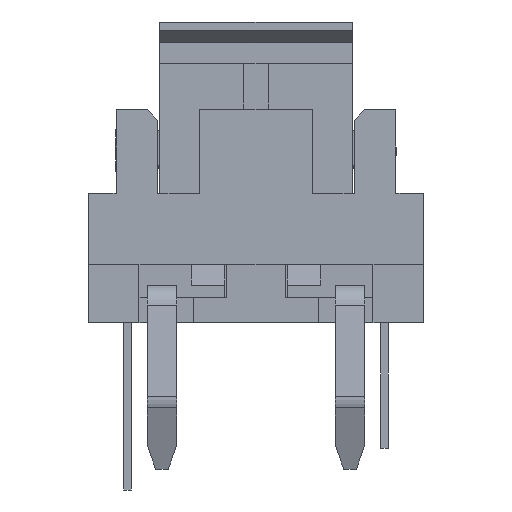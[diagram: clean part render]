
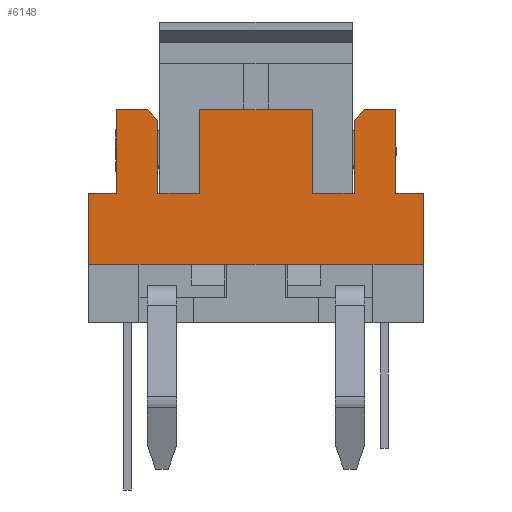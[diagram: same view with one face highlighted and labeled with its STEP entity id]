
A CAD part, left-side view. The second image highlights one B-rep face of the part: STEP entity #6148.
In plain terms, the highlighted planar face has unit normal (-1, 0, 0).
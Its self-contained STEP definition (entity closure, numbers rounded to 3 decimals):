
#194=PLANE('',#6498);
#663=LINE('',#8967,#1499);
#769=LINE('',#9188,#1605);
#802=LINE('',#9256,#1638);
#806=LINE('',#9263,#1642);
#809=LINE('',#9269,#1645);
#841=LINE('',#9333,#1677);
#843=LINE('',#9337,#1679);
#844=LINE('',#9338,#1680);
#845=LINE('',#9340,#1681);
#846=LINE('',#9341,#1682);
#847=LINE('',#9343,#1683);
#848=LINE('',#9345,#1684);
#849=LINE('',#9347,#1685);
#850=LINE('',#9349,#1686);
#851=LINE('',#9351,#1687);
#852=LINE('',#9353,#1688);
#853=LINE('',#9355,#1689);
#854=LINE('',#9356,#1690);
#855=LINE('',#9358,#1691);
#856=LINE('',#9359,#1692);
#1499=VECTOR('',#7263,10.);
#1605=VECTOR('',#7453,10.);
#1638=VECTOR('',#7502,10.);
#1642=VECTOR('',#7508,10.);
#1645=VECTOR('',#7513,10.);
#1677=VECTOR('',#7559,10.);
#1679=VECTOR('',#7563,10.);
#1680=VECTOR('',#7564,10.);
#1681=VECTOR('',#7565,10.);
#1682=VECTOR('',#7566,10.);
#1683=VECTOR('',#7567,10.);
#1684=VECTOR('',#7568,10.);
#1685=VECTOR('',#7569,10.);
#1686=VECTOR('',#7570,10.);
#1687=VECTOR('',#7571,10.);
#1688=VECTOR('',#7572,10.);
#1689=VECTOR('',#7573,10.);
#1690=VECTOR('',#7574,10.);
#1691=VECTOR('',#7575,10.);
#1692=VECTOR('',#7576,10.);
#2187=FACE_OUTER_BOUND('',#2511,.T.);
#2511=EDGE_LOOP('',(#5089,#5090,#5091,#5092,#5093,#5094,#5095,#5096,#5097,
#5098,#5099,#5100,#5101,#5102,#5103,#5104,#5105,#5106,#5107,#5108));
#2964=VERTEX_POINT('',#8940);
#2977=VERTEX_POINT('',#8965);
#3049=VERTEX_POINT('',#9185);
#3050=VERTEX_POINT('',#9187);
#3076=VERTEX_POINT('',#9253);
#3077=VERTEX_POINT('',#9255);
#3079=VERTEX_POINT('',#9261);
#3081=VERTEX_POINT('',#9267);
#3105=VERTEX_POINT('',#9330);
#3106=VERTEX_POINT('',#9332);
#3107=VERTEX_POINT('',#9336);
#3108=VERTEX_POINT('',#9339);
#3109=VERTEX_POINT('',#9342);
#3110=VERTEX_POINT('',#9344);
#3111=VERTEX_POINT('',#9346);
#3112=VERTEX_POINT('',#9348);
#3113=VERTEX_POINT('',#9350);
#3114=VERTEX_POINT('',#9352);
#3115=VERTEX_POINT('',#9354);
#3116=VERTEX_POINT('',#9357);
#3656=EDGE_CURVE('',#2977,#2964,#663,.T.);
#3765=EDGE_CURVE('',#3050,#3049,#769,.T.);
#3798=EDGE_CURVE('',#3077,#3076,#802,.T.);
#3802=EDGE_CURVE('',#3079,#3076,#806,.T.);
#3805=EDGE_CURVE('',#3079,#3081,#809,.T.);
#3837=EDGE_CURVE('',#3105,#3106,#841,.T.);
#3839=EDGE_CURVE('',#3107,#3105,#843,.T.);
#3840=EDGE_CURVE('',#3107,#3050,#844,.T.);
#3841=EDGE_CURVE('',#3108,#3049,#845,.T.);
#3842=EDGE_CURVE('',#3108,#2964,#846,.T.);
#3843=EDGE_CURVE('',#2977,#3109,#847,.T.);
#3844=EDGE_CURVE('',#3109,#3110,#848,.T.);
#3845=EDGE_CURVE('',#3110,#3111,#849,.T.);
#3846=EDGE_CURVE('',#3111,#3112,#850,.T.);
#3847=EDGE_CURVE('',#3113,#3112,#851,.T.);
#3848=EDGE_CURVE('',#3114,#3113,#852,.T.);
#3849=EDGE_CURVE('',#3114,#3115,#853,.T.);
#3850=EDGE_CURVE('',#3115,#3077,#854,.T.);
#3851=EDGE_CURVE('',#3081,#3116,#855,.T.);
#3852=EDGE_CURVE('',#3116,#3106,#856,.T.);
#5089=ORIENTED_EDGE('',*,*,#3837,.F.);
#5090=ORIENTED_EDGE('',*,*,#3839,.F.);
#5091=ORIENTED_EDGE('',*,*,#3840,.T.);
#5092=ORIENTED_EDGE('',*,*,#3765,.T.);
#5093=ORIENTED_EDGE('',*,*,#3841,.F.);
#5094=ORIENTED_EDGE('',*,*,#3842,.T.);
#5095=ORIENTED_EDGE('',*,*,#3656,.F.);
#5096=ORIENTED_EDGE('',*,*,#3843,.T.);
#5097=ORIENTED_EDGE('',*,*,#3844,.T.);
#5098=ORIENTED_EDGE('',*,*,#3845,.T.);
#5099=ORIENTED_EDGE('',*,*,#3846,.T.);
#5100=ORIENTED_EDGE('',*,*,#3847,.F.);
#5101=ORIENTED_EDGE('',*,*,#3848,.F.);
#5102=ORIENTED_EDGE('',*,*,#3849,.T.);
#5103=ORIENTED_EDGE('',*,*,#3850,.T.);
#5104=ORIENTED_EDGE('',*,*,#3798,.T.);
#5105=ORIENTED_EDGE('',*,*,#3802,.F.);
#5106=ORIENTED_EDGE('',*,*,#3805,.T.);
#5107=ORIENTED_EDGE('',*,*,#3851,.T.);
#5108=ORIENTED_EDGE('',*,*,#3852,.T.);
#6148=ADVANCED_FACE('',(#2187),#194,.T.);
#6498=AXIS2_PLACEMENT_3D('',#9335,#7561,#7562);
#7263=DIRECTION('',(0.,1.,0.));
#7453=DIRECTION('',(0.,1.,0.));
#7502=DIRECTION('',(0.,0.,1.));
#7508=DIRECTION('',(0.,-1.,0.));
#7513=DIRECTION('',(0.,0.,-1.));
#7559=DIRECTION('',(0.,-0.707,-0.707));
#7561=DIRECTION('center_axis',(-1.,0.,0.));
#7562=DIRECTION('ref_axis',(0.,-1.,0.));
#7563=DIRECTION('',(0.,-1.,0.));
#7564=DIRECTION('',(0.,0.,-1.));
#7565=DIRECTION('',(0.,0.,1.));
#7566=DIRECTION('',(0.,-1.,0.));
#7567=DIRECTION('',(0.,-1.,0.));
#7568=DIRECTION('',(0.,0.,1.));
#7569=DIRECTION('',(0.,1.,0.));
#7570=DIRECTION('',(0.,0.,1.));
#7571=DIRECTION('',(0.,-1.,0.));
#7572=DIRECTION('',(0.,-0.707,0.707));
#7573=DIRECTION('',(0.,0.,-1.));
#7574=DIRECTION('',(0.,1.,0.));
#7575=DIRECTION('',(0.,1.,0.));
#7576=DIRECTION('',(0.,0.,1.));
#8940=CARTESIAN_POINT('',(-4.,2.8,1.4));
#8965=CARTESIAN_POINT('',(-4.,-2.8,1.4));
#8967=CARTESIAN_POINT('',(-4.,-4.,1.4));
#9185=CARTESIAN_POINT('',(-4.,4.,3.1));
#9187=CARTESIAN_POINT('',(-4.,3.35,3.1));
#9188=CARTESIAN_POINT('',(-4.,3.838,3.1));
#9253=CARTESIAN_POINT('',(-4.,-1.35,5.1));
#9255=CARTESIAN_POINT('',(-4.,-1.35,3.1));
#9256=CARTESIAN_POINT('',(-4.,-1.35,3.25));
#9261=CARTESIAN_POINT('',(-4.,1.35,5.1));
#9263=CARTESIAN_POINT('',(-4.,-4.,5.1));
#9267=CARTESIAN_POINT('',(-4.,1.35,3.1));
#9269=CARTESIAN_POINT('',(-4.,1.35,3.25));
#9330=CARTESIAN_POINT('',(-4.,2.6,5.1));
#9332=CARTESIAN_POINT('',(-4.,2.35,4.85));
#9333=CARTESIAN_POINT('',(-4.,1.963,4.463));
#9335=CARTESIAN_POINT('Origin',(-4.,4.,1.4));
#9336=CARTESIAN_POINT('',(-4.,3.35,5.1));
#9337=CARTESIAN_POINT('',(-4.,-4.,5.1));
#9338=CARTESIAN_POINT('',(-4.,3.35,3.25));
#9339=CARTESIAN_POINT('',(-4.,4.,1.4));
#9340=CARTESIAN_POINT('',(-4.,4.,1.4));
#9341=CARTESIAN_POINT('',(-4.,-4.,1.4));
#9342=CARTESIAN_POINT('',(-4.,-4.,1.4));
#9343=CARTESIAN_POINT('',(-4.,-4.,1.4));
#9344=CARTESIAN_POINT('',(-4.,-4.,3.1));
#9345=CARTESIAN_POINT('',(-4.,-4.,1.4));
#9346=CARTESIAN_POINT('',(-4.,-3.35,3.1));
#9347=CARTESIAN_POINT('',(-4.,0.163,3.1));
#9348=CARTESIAN_POINT('',(-4.,-3.35,5.1));
#9349=CARTESIAN_POINT('',(-4.,-3.35,3.25));
#9350=CARTESIAN_POINT('',(-4.,-2.6,5.1));
#9351=CARTESIAN_POINT('',(-4.,-4.,5.1));
#9352=CARTESIAN_POINT('',(-4.,-2.35,4.85));
#9353=CARTESIAN_POINT('',(-4.,0.038,2.463));
#9354=CARTESIAN_POINT('',(-4.,-2.35,3.1));
#9355=CARTESIAN_POINT('',(-4.,-2.35,3.25));
#9356=CARTESIAN_POINT('',(-4.,1.075,3.1));
#9357=CARTESIAN_POINT('',(-4.,2.35,3.1));
#9358=CARTESIAN_POINT('',(-4.,2.925,3.1));
#9359=CARTESIAN_POINT('',(-4.,2.35,3.25));
